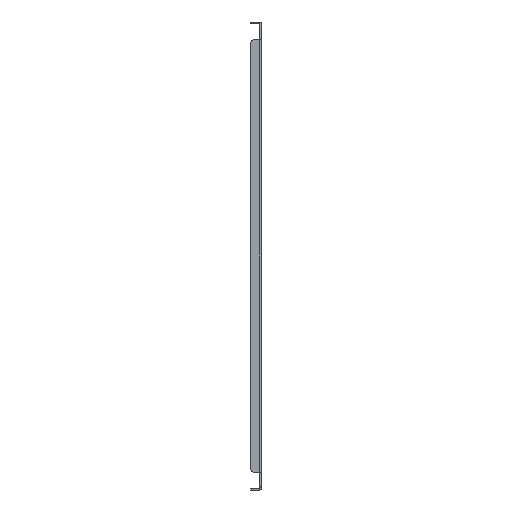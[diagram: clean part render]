
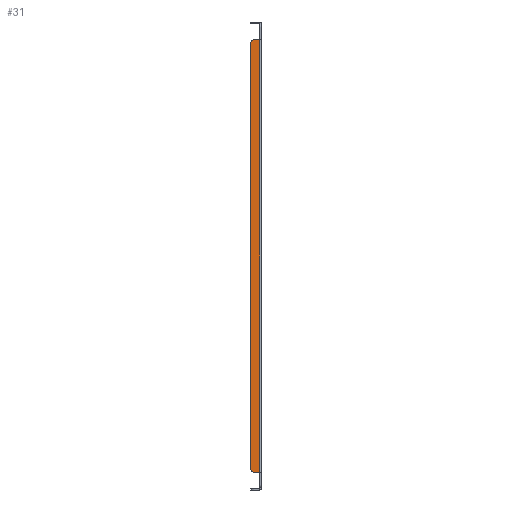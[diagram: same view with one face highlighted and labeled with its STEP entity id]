
A CAD part, left-side view. The second image highlights one B-rep face of the part: STEP entity #31.
In plain terms, the highlighted planar face has unit normal (-1, 0, 0).
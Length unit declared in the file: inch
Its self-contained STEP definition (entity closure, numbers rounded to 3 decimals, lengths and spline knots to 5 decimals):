
#6 = EDGE_CURVE ( 'NONE', #2042, #1420, #2160, .T. ) ;
#25 = CARTESIAN_POINT ( 'NONE',  ( -22.5, 0.125, -15.24842 ) ) ;
#31 = ADVANCED_FACE ( 'NONE', ( #1869 ), #233, .F. ) ;
#37 = CARTESIAN_POINT ( 'NONE',  ( -22.5, 0.75, -14.99842 ) ) ;
#142 = VECTOR ( 'NONE', #1877, 39.37008 ) ;
#215 = VECTOR ( 'NONE', #223, 39.37008 ) ;
#223 = DIRECTION ( 'NONE',  ( 0., 1., 0. ) ) ;
#233 = PLANE ( 'NONE',  #1086 ) ;
#331 = LINE ( 'NONE', #1162, #1722 ) ;
#354 = EDGE_CURVE ( 'NONE', #557, #453, #1920, .T. ) ;
#364 = CARTESIAN_POINT ( 'NONE',  ( -22.5, 0.75, 16.375 ) ) ;
#431 = AXIS2_PLACEMENT_3D ( 'NONE', #1038, #1199, #897 ) ;
#436 = ORIENTED_EDGE ( 'NONE', *, *, #1216, .F. ) ;
#453 = VERTEX_POINT ( 'NONE', #2143 ) ;
#523 = DIRECTION ( 'NONE',  ( 0., 0., -1. ) ) ;
#557 = VERTEX_POINT ( 'NONE', #1994 ) ;
#561 = CARTESIAN_POINT ( 'NONE',  ( -22.5, 0.125, 15.24842 ) ) ;
#654 = LINE ( 'NONE', #561, #215 ) ;
#708 = DIRECTION ( 'NONE',  ( 0., 1., 0. ) ) ;
#765 = DIRECTION ( 'NONE',  ( 0., 0., 1. ) ) ;
#802 = EDGE_CURVE ( 'NONE', #1310, #557, #2158, .T. ) ;
#842 = EDGE_LOOP ( 'NONE', ( #436, #1186, #2059, #2095, #2111, #1963 ) ) ;
#897 = DIRECTION ( 'NONE',  ( 0., 0., 1. ) ) ;
#1038 = CARTESIAN_POINT ( 'NONE',  ( -22.5, 0.5, -14.99842 ) ) ;
#1086 = AXIS2_PLACEMENT_3D ( 'NONE', #1899, #1545, #708 ) ;
#1119 = DIRECTION ( 'NONE',  ( 1., 0., 0. ) ) ;
#1162 = CARTESIAN_POINT ( 'NONE',  ( -22.5, 0.125, 15.24842 ) ) ;
#1186 = ORIENTED_EDGE ( 'NONE', *, *, #6, .T. ) ;
#1196 = VECTOR ( 'NONE', #765, 39.37008 ) ;
#1199 = DIRECTION ( 'NONE',  ( 1., 0., 0. ) ) ;
#1216 = EDGE_CURVE ( 'NONE', #2042, #1310, #1618, .T. ) ;
#1260 = CARTESIAN_POINT ( 'NONE',  ( -22.5, 0.125, -15.24842 ) ) ;
#1265 = CARTESIAN_POINT ( 'NONE',  ( -22.5, 0.5, 14.99842 ) ) ;
#1310 = VERTEX_POINT ( 'NONE', #37 ) ;
#1346 = EDGE_CURVE ( 'NONE', #1817, #453, #654, .T. ) ;
#1420 = VERTEX_POINT ( 'NONE', #1260 ) ;
#1543 = AXIS2_PLACEMENT_3D ( 'NONE', #1265, #1119, #2136 ) ;
#1545 = DIRECTION ( 'NONE',  ( 1., 0., 0. ) ) ;
#1618 = CIRCLE ( 'NONE', #431, 0.25 ) ;
#1649 = CARTESIAN_POINT ( 'NONE',  ( -22.5, 0.125, 15.24842 ) ) ;
#1722 = VECTOR ( 'NONE', #523, 39.37008 ) ;
#1817 = VERTEX_POINT ( 'NONE', #1649 ) ;
#1869 = FACE_OUTER_BOUND ( 'NONE', #842, .T. ) ;
#1877 = DIRECTION ( 'NONE',  ( 0., -1., 0. ) ) ;
#1879 = EDGE_CURVE ( 'NONE', #1817, #1420, #331, .T. ) ;
#1899 = CARTESIAN_POINT ( 'NONE',  ( -22.5, 0.09379, 16.375 ) ) ;
#1920 = CIRCLE ( 'NONE', #1543, 0.25 ) ;
#1963 = ORIENTED_EDGE ( 'NONE', *, *, #802, .F. ) ;
#1994 = CARTESIAN_POINT ( 'NONE',  ( -22.5, 0.75, 14.99842 ) ) ;
#2042 = VERTEX_POINT ( 'NONE', #2069 ) ;
#2059 = ORIENTED_EDGE ( 'NONE', *, *, #1879, .F. ) ;
#2069 = CARTESIAN_POINT ( 'NONE',  ( -22.5, 0.5, -15.24842 ) ) ;
#2095 = ORIENTED_EDGE ( 'NONE', *, *, #1346, .T. ) ;
#2111 = ORIENTED_EDGE ( 'NONE', *, *, #354, .F. ) ;
#2136 = DIRECTION ( 'NONE',  ( 0., 0., 1. ) ) ;
#2143 = CARTESIAN_POINT ( 'NONE',  ( -22.5, 0.5, 15.24842 ) ) ;
#2158 = LINE ( 'NONE', #364, #1196 ) ;
#2160 = LINE ( 'NONE', #25, #142 ) ;
